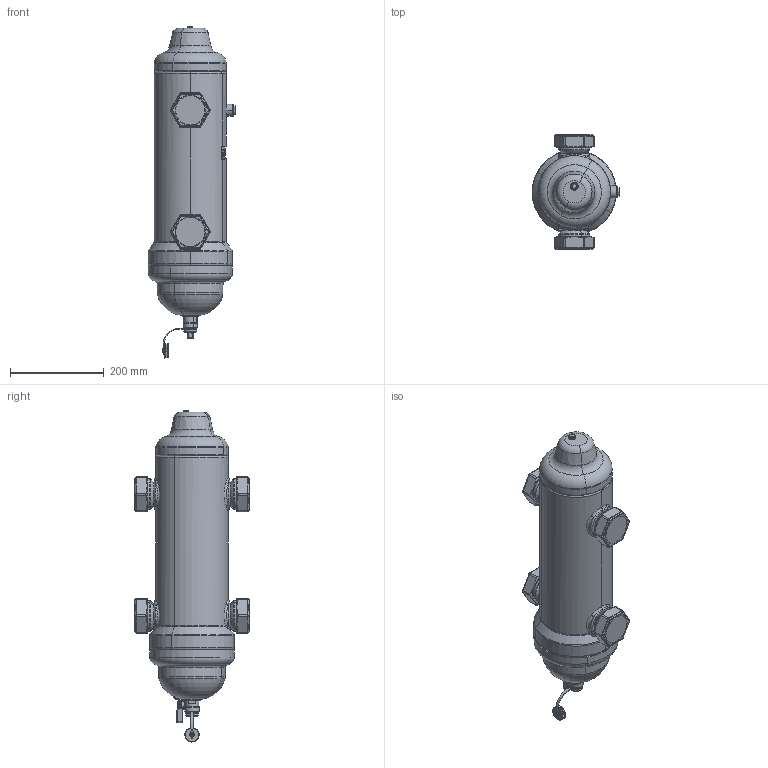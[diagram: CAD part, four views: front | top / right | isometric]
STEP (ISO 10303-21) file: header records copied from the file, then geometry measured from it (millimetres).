
FILE_DESCRIPTION(('CATIA V5 STEP Exchange','CAx-IF Rec.Pracs.--- Model Styling and Organization---1.4--- 2014-01-23','CAx-IF Rec.Pracs.---3D Tessellated Data Validation Properties---0.5---2014-09-14'),'2;1');
FILE_NAME('STEP_549508US_-_TST.stp','2020-06-19T09:58:33+00:00',('none'),('none'),'CATIA Version 5-6 Release 2019 SP3','CATIA V5 STEP AP242 v1','none');
FILE_SCHEMA(('AP242_MANAGED_MODEL_BASED_3D_ENGINEERING_MIM_LF {1 0 10303 442 1 1 4}'));
Products named in the file (1): 549508US - TST
Bounding box: 187.29 x 244 x 709.44 mm (x, y, z)
Volume: 11340727.5 mm3; surface area: 968912.1 mm2
Topology: 7 solids, 15 shells, 5300 faces, 13337 edges, 7959 vertices
Faces by surface type: cylinder 2343, plane 1091, bspline 827, torus 692, cone 202, sphere 141, revolution 4
Entity records: 211777 total; most frequent: CARTESIAN_POINT 101504, ORIENTED_EDGE 26380, DIRECTION 14169, EDGE_CURVE 13190, VERTEX_POINT 7959, AXIS2_PLACEMENT_3D 7263, EDGE_LOOP 5404, ADVANCED_FACE 5300
